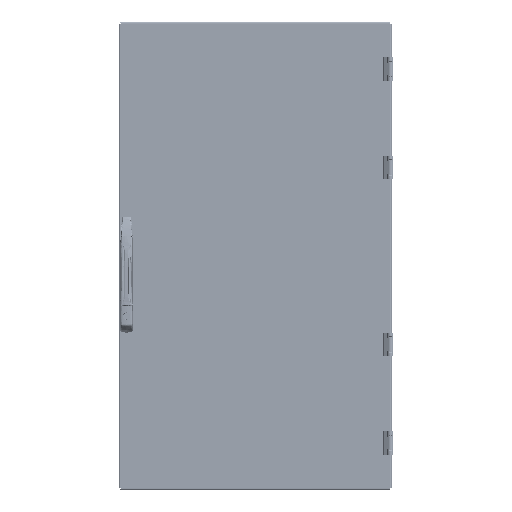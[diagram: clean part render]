
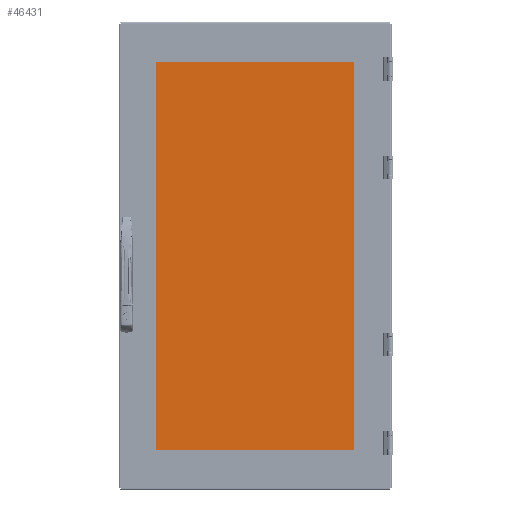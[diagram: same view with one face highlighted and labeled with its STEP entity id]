
A CAD part, top view. The second image highlights one B-rep face of the part: STEP entity #46431.
In plain terms, the highlighted planar face has unit normal (0, 0, 1).
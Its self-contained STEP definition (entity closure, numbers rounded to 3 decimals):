
#610 = DIRECTION ( 'NONE',  ( 0., 1., 0. ) ) ;
#946 = LINE ( 'NONE', #21647, #37875 ) ;
#2557 = VECTOR ( 'NONE', #84558, 1000. ) ;
#9485 = ORIENTED_EDGE ( 'NONE', *, *, #61761, .T. ) ;
#10051 = EDGE_CURVE ( 'NONE', #34392, #39007, #946, .T. ) ;
#12642 = VECTOR ( 'NONE', #610, 1000. ) ;
#13258 = CARTESIAN_POINT ( 'NONE',  ( 273.25, -511.05, 4. ) ) ;
#21647 = CARTESIAN_POINT ( 'NONE',  ( -273.25, -511.05, 4. ) ) ;
#22235 = CARTESIAN_POINT ( 'NONE',  ( -273.25, -511.05, 4. ) ) ;
#22618 = ORIENTED_EDGE ( 'NONE', *, *, #33495, .T. ) ;
#29203 = DIRECTION ( 'NONE',  ( 0., -1., 0. ) ) ;
#29922 = LINE ( 'NONE', #85436, #2557 ) ;
#30711 = CARTESIAN_POINT ( 'NONE',  ( 273.25, 511.05, 4. ) ) ;
#32332 = ORIENTED_EDGE ( 'NONE', *, *, #10051, .T. ) ;
#33495 = EDGE_CURVE ( 'NONE', #75969, #34392, #75786, .T. ) ;
#34392 = VERTEX_POINT ( 'NONE', #22235 ) ;
#34819 = FACE_OUTER_BOUND ( 'NONE', #56156, .T. ) ;
#37875 = VECTOR ( 'NONE', #48957, 1000. ) ;
#39007 = VERTEX_POINT ( 'NONE', #42538 ) ;
#40837 = VERTEX_POINT ( 'NONE', #30711 ) ;
#42538 = CARTESIAN_POINT ( 'NONE',  ( 273.25, -511.05, 4. ) ) ;
#43110 = CARTESIAN_POINT ( 'NONE',  ( -273.25, -511.05, 4. ) ) ;
#46431 = ADVANCED_FACE ( 'NONE', ( #34819 ), #76891, .F. ) ;
#48957 = DIRECTION ( 'NONE',  ( 1., 0., 0. ) ) ;
#50486 = DIRECTION ( 'NONE',  ( 0., 0., -1. ) ) ;
#55437 = DIRECTION ( 'NONE',  ( -1., 0., 0. ) ) ;
#56156 = EDGE_LOOP ( 'NONE', ( #9485, #75322, #22618, #32332 ) ) ;
#58634 = CARTESIAN_POINT ( 'NONE',  ( -273.25, 511.05, 4. ) ) ;
#61761 = EDGE_CURVE ( 'NONE', #39007, #40837, #88036, .T. ) ;
#62133 = CARTESIAN_POINT ( 'NONE',  ( 0., 0., 4. ) ) ;
#75322 = ORIENTED_EDGE ( 'NONE', *, *, #85114, .T. ) ;
#75786 = LINE ( 'NONE', #43110, #87217 ) ;
#75969 = VERTEX_POINT ( 'NONE', #58634 ) ;
#76891 = PLANE ( 'NONE',  #86954 ) ;
#84558 = DIRECTION ( 'NONE',  ( -1., 0., 0. ) ) ;
#85114 = EDGE_CURVE ( 'NONE', #40837, #75969, #29922, .T. ) ;
#85436 = CARTESIAN_POINT ( 'NONE',  ( -273.25, 511.05, 4. ) ) ;
#86954 = AXIS2_PLACEMENT_3D ( 'NONE', #62133, #50486, #55437 ) ;
#87217 = VECTOR ( 'NONE', #29203, 1000. ) ;
#88036 = LINE ( 'NONE', #13258, #12642 ) ;
